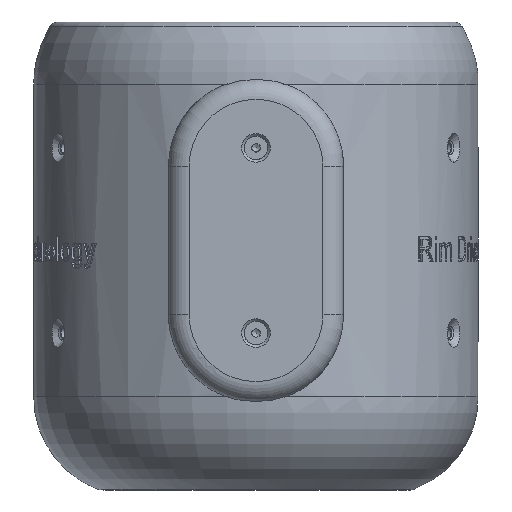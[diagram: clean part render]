
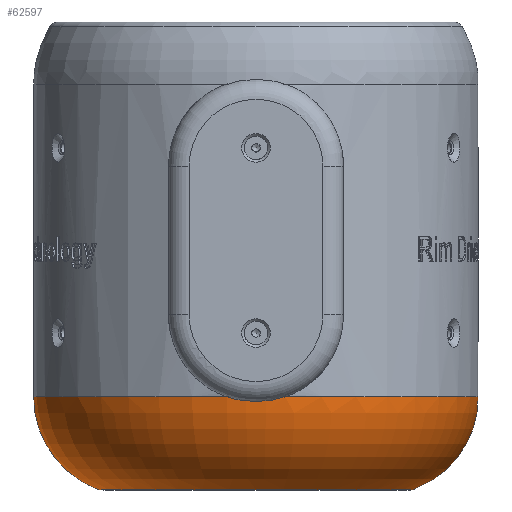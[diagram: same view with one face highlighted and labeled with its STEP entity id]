
A CAD part, front view. The second image highlights one B-rep face of the part: STEP entity #62597.
In plain terms, the highlighted toroidal (fillet/blend) face has major radius 30.092 mm and minor radius 23.908 mm.
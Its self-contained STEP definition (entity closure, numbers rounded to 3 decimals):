
#996 = CARTESIAN_POINT ( 'NONE',  ( 0., 0., -38. ) ) ;
#2318 = ORIENTED_EDGE ( 'NONE', *, *, #34888, .T. ) ;
#3971 = CARTESIAN_POINT ( 'NONE',  ( 0., 0., -38. ) ) ;
#5847 = CARTESIAN_POINT ( 'NONE',  ( -38.176, 0., -60.5 ) ) ;
#6039 = DIRECTION ( 'NONE',  ( -1., 0., 0. ) ) ;
#10471 = CARTESIAN_POINT ( 'NONE',  ( 0., 0., -38. ) ) ;
#12519 = AXIS2_PLACEMENT_3D ( 'NONE', #3971, #25410, #47338 ) ;
#13035 = EDGE_LOOP ( 'NONE', ( #70766 ) ) ;
#17561 = DIRECTION ( 'NONE',  ( -1., 0., 0. ) ) ;
#20838 = AXIS2_PLACEMENT_3D ( 'NONE', #10471, #26555, #58882 ) ;
#25410 = DIRECTION ( 'NONE',  ( 0., 0., -1. ) ) ;
#25641 = ORIENTED_EDGE ( 'NONE', *, *, #52832, .T. ) ;
#25651 = CIRCLE ( 'NONE', #33782, 54. ) ;
#26072 = EDGE_CURVE ( 'NONE', #38420, #38420, #32181, .T. ) ;
#26555 = DIRECTION ( 'NONE',  ( 0., 0., -1. ) ) ;
#27503 = FACE_OUTER_BOUND ( 'NONE', #13035, .T. ) ;
#28188 = FACE_OUTER_BOUND ( 'NONE', #36973, .T. ) ;
#32181 = CIRCLE ( 'NONE', #50512, 38.176 ) ;
#33130 = CIRCLE ( 'NONE', #12519, 54. ) ;
#33450 = AXIS2_PLACEMENT_3D ( 'NONE', #996, #55492, #6039 ) ;
#33782 = AXIS2_PLACEMENT_3D ( 'NONE', #69021, #59333, #63672 ) ;
#34888 = EDGE_CURVE ( 'NONE', #44782, #45571, #25651, .T. ) ;
#36973 = EDGE_LOOP ( 'NONE', ( #25641, #2318, #61119 ) ) ;
#38420 = VERTEX_POINT ( 'NONE', #5847 ) ;
#44782 = VERTEX_POINT ( 'NONE', #47953 ) ;
#45571 = VERTEX_POINT ( 'NONE', #53776 ) ;
#47338 = DIRECTION ( 'NONE',  ( 1., 0., 0. ) ) ;
#47953 = CARTESIAN_POINT ( 'NONE',  ( -7.068, -53.535, -38. ) ) ;
#48805 = CARTESIAN_POINT ( 'NONE',  ( 7.068, -53.535, -38. ) ) ;
#49562 = TOROIDAL_SURFACE ( 'NONE', #33450, 30.092, 23.908 ) ;
#50512 = AXIS2_PLACEMENT_3D ( 'NONE', #66721, #66034, #17561 ) ;
#52832 = EDGE_CURVE ( 'NONE', #62286, #44782, #33130, .T. ) ;
#53776 = CARTESIAN_POINT ( 'NONE',  ( 0., 54., -38. ) ) ;
#55492 = DIRECTION ( 'NONE',  ( 0., 0., -1. ) ) ;
#58882 = DIRECTION ( 'NONE',  ( 1., 0., 0. ) ) ;
#59333 = DIRECTION ( 'NONE',  ( 0., 0., -1. ) ) ;
#59814 = CIRCLE ( 'NONE', #20838, 54. ) ;
#61119 = ORIENTED_EDGE ( 'NONE', *, *, #61734, .T. ) ;
#61734 = EDGE_CURVE ( 'NONE', #45571, #62286, #59814, .T. ) ;
#62286 = VERTEX_POINT ( 'NONE', #48805 ) ;
#62597 = ADVANCED_FACE ( 'NONE', ( #28188, #27503 ), #49562, .T. ) ;
#63672 = DIRECTION ( 'NONE',  ( 1., 0., 0. ) ) ;
#66034 = DIRECTION ( 'NONE',  ( 0., 0., -1. ) ) ;
#66721 = CARTESIAN_POINT ( 'NONE',  ( 0., 0., -60.5 ) ) ;
#69021 = CARTESIAN_POINT ( 'NONE',  ( 0., 0., -38. ) ) ;
#70766 = ORIENTED_EDGE ( 'NONE', *, *, #26072, .F. ) ;
